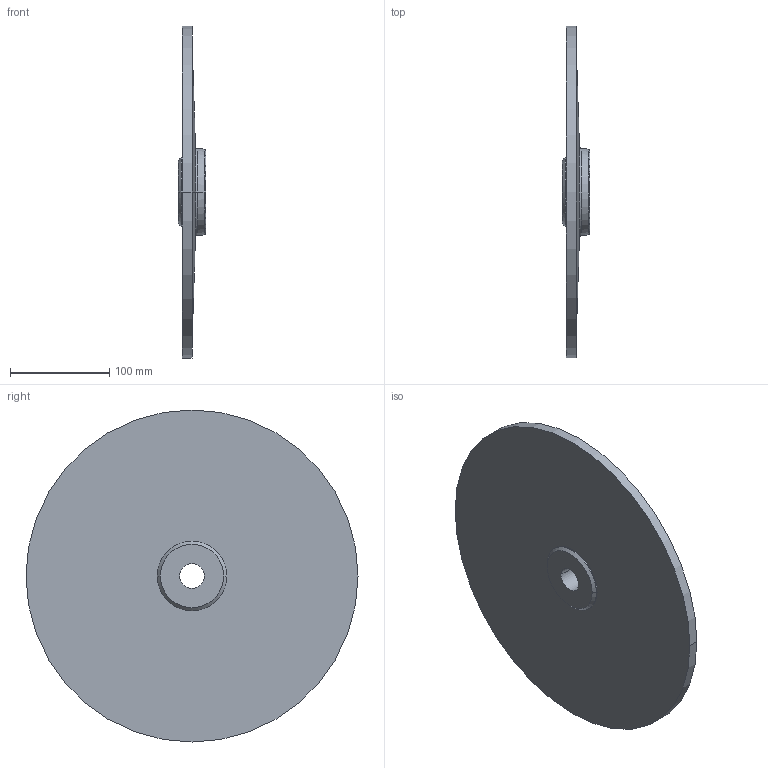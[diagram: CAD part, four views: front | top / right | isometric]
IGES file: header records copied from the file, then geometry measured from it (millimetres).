
Start section:  PTC IGES file: NXT880BO.igs
Global section: file name: NXT880BO.igs; native system: Pro/ENGINEER by Parametric Technology Corporation; preprocessor: 2005310; author: RCRU51; organization: Unknown; date: 080902.081800; units: millimetre
Bounding box: 28 x 334.6 x 334.6 mm (x, y, z)
Surface area: 190349.9 mm2 (no closed solid volume)
Topology: 0 solids, 0 shells, 20 faces, 80 edges, 80 vertices
Faces by surface type: revolution 16, bspline 4
